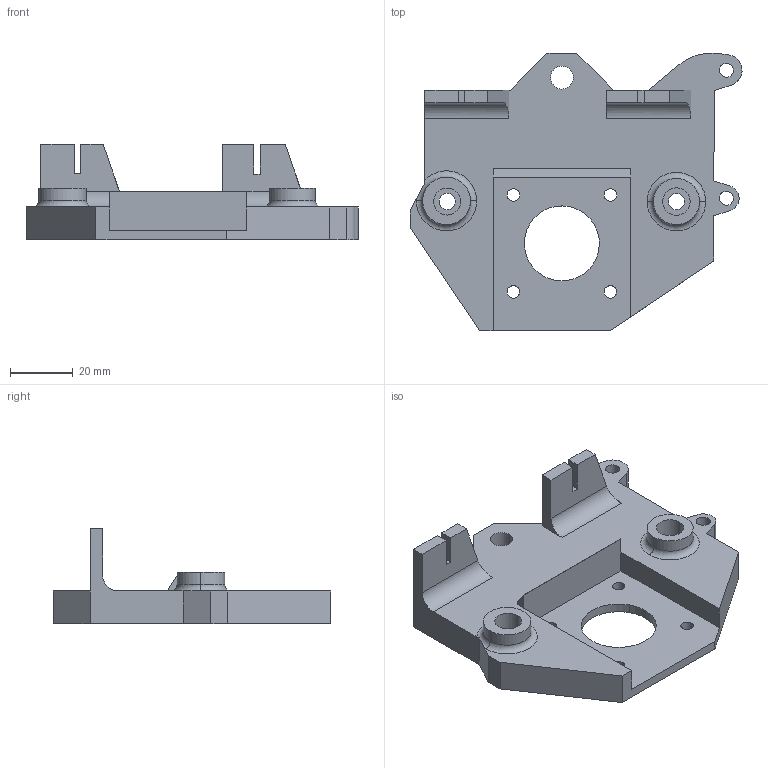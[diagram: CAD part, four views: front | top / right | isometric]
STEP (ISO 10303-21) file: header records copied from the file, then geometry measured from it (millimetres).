
FILE_DESCRIPTION(('CATIA V5 STEP Exchange'),'2;1');
FILE_NAME('Part28.stp','2018-04-01T08:53:28+00:00',('none'),('none'),'CATIA Version 5 Release 20 GA (IN-10)','CATIA V5 STEP AP203','none');
FILE_SCHEMA(('CONFIG_CONTROL_DESIGN'));
Length unit declared in the file: millimetre
Products named in the file (1): Part28
Bounding box: 106.21 x 88.7 x 30.41 mm (x, y, z)
Volume: 59976.1 mm3; surface area: 22461.2 mm2
Topology: 1 solids, 1 shells, 101 faces, 270 edges, 178 vertices
Faces by surface type: plane 56, cylinder 41, torus 4
Entity records: 3033 total; most frequent: CARTESIAN_POINT 543, ORIENTED_EDGE 540, DIRECTION 412, EDGE_CURVE 270, VERTEX_POINT 178, VECTOR 175, LINE 175, AXIS2_PLACEMENT_3D 164
